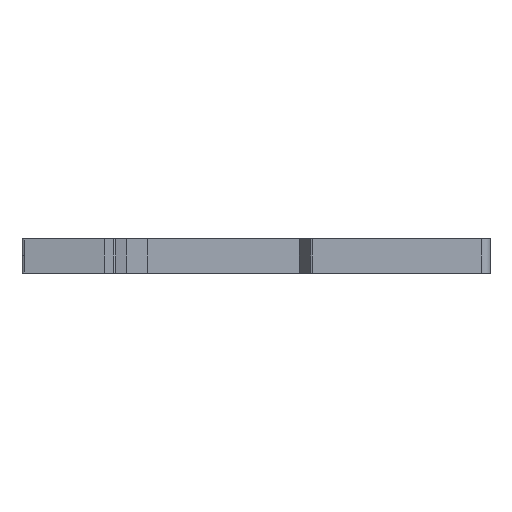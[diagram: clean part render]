
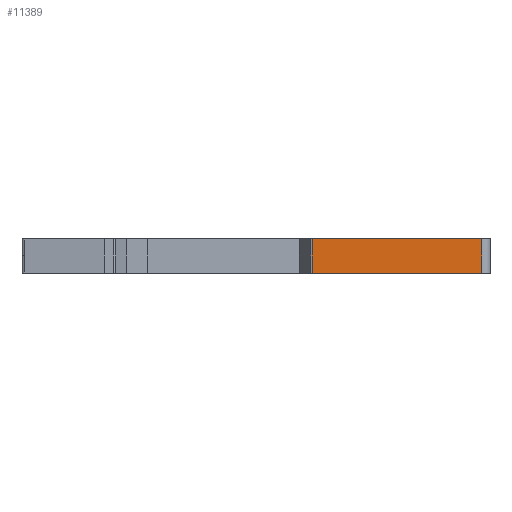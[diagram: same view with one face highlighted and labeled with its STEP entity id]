
A CAD part, front view. The second image highlights one B-rep face of the part: STEP entity #11389.
In plain terms, the highlighted planar face has unit normal (0, -1, 0).
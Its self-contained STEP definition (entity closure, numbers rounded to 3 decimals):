
#6456=DIRECTION('',(0.,0.,-1.));
#6457=VECTOR('',#6456,6.2);
#6458=CARTESIAN_POINT('',(4.866,-6.,0.));
#6459=LINE('',#6458,#6457);
#6463=DIRECTION('',(1.,0.,0.));
#6464=VECTOR('',#6463,30.834);
#6465=CARTESIAN_POINT('',(4.866,-6.,0.));
#6466=LINE('',#6465,#6464);
#6470=DIRECTION('',(-1.,0.,0.));
#6471=VECTOR('',#6470,30.834);
#6472=CARTESIAN_POINT('',(35.7,-6.,-6.2));
#6473=LINE('',#6472,#6471);
#6477=DIRECTION('',(0.,0.,1.));
#6478=VECTOR('',#6477,6.2);
#6479=CARTESIAN_POINT('',(35.7,-6.,-6.2));
#6480=LINE('',#6479,#6478);
#8925=CARTESIAN_POINT('',(4.866,-6.,-6.2));
#8926=VERTEX_POINT('',#8925);
#8927=CARTESIAN_POINT('',(35.7,-6.,-6.2));
#8928=VERTEX_POINT('',#8927);
#9337=CARTESIAN_POINT('',(35.7,-6.,0.));
#9338=VERTEX_POINT('',#9337);
#9339=CARTESIAN_POINT('',(4.866,-6.,0.));
#9340=VERTEX_POINT('',#9339);
#11377=CARTESIAN_POINT('',(35.7,-6.,0.));
#11378=DIRECTION('',(0.,1.,0.));
#11379=DIRECTION('',(1.,0.,0.));
#11380=AXIS2_PLACEMENT_3D('',#11377,#11378,#11379);
#11381=PLANE('',#11380);
#11382=ORIENTED_EDGE('',*,*,#11364,.F.);
#11383=ORIENTED_EDGE('',*,*,#11120,.T.);
#11385=ORIENTED_EDGE('',*,*,#11384,.F.);
#11386=ORIENTED_EDGE('',*,*,#9895,.T.);
#11387=EDGE_LOOP('',(#11382,#11383,#11385,#11386));
#11388=FACE_OUTER_BOUND('',#11387,.F.);
#9895=EDGE_CURVE('',#8928,#8926,#6473,.T.);
#11120=EDGE_CURVE('',#9340,#9338,#6466,.T.);
#11364=EDGE_CURVE('',#9340,#8926,#6459,.T.);
#11384=EDGE_CURVE('',#8928,#9338,#6480,.T.);
#11389=ADVANCED_FACE('',(#11388),#11381,.F.);
